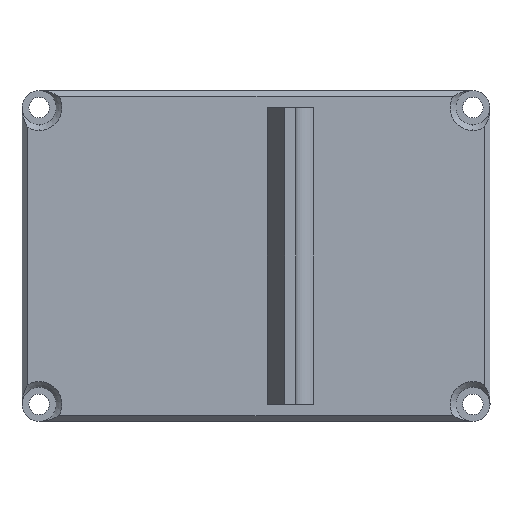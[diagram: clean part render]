
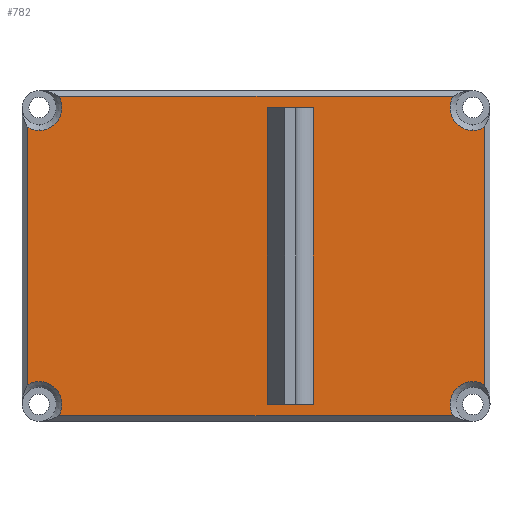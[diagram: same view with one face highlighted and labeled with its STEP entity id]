
A CAD part, front view. The second image highlights one B-rep face of the part: STEP entity #782.
In plain terms, the highlighted planar face has unit normal (0, -1, 0).
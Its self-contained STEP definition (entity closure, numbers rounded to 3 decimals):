
#17 = VECTOR ( 'NONE', #507, 1000. ) ;
#21 = CARTESIAN_POINT ( 'NONE',  ( 40., 0., 0. ) ) ;
#40 = DIRECTION ( 'NONE',  ( -1., 0., 0. ) ) ;
#42 = DIRECTION ( 'NONE',  ( 0., 0., 1. ) ) ;
#74 = PLANE ( 'NONE',  #1243 ) ;
#78 = CARTESIAN_POINT ( 'NONE',  ( 10., 0., -26. ) ) ;
#83 = DIRECTION ( 'NONE',  ( 0., 0., 1. ) ) ;
#90 = FACE_BOUND ( 'NONE', #925, .T. ) ;
#108 = CIRCLE ( 'NONE', #1061, 4. ) ;
#110 = EDGE_CURVE ( 'NONE', #625, #1436, #1190, .T. ) ;
#132 = VERTEX_POINT ( 'NONE', #1116 ) ;
#145 = DIRECTION ( 'NONE',  ( 0., 1., 0. ) ) ;
#149 = DIRECTION ( 'NONE',  ( 0., 0., 1. ) ) ;
#152 = ORIENTED_EDGE ( 'NONE', *, *, #238, .T. ) ;
#162 = VERTEX_POINT ( 'NONE', #793 ) ;
#163 = DIRECTION ( 'NONE',  ( 0., 0., 1. ) ) ;
#186 = DIRECTION ( 'NONE',  ( 0., 0., 1. ) ) ;
#206 = CARTESIAN_POINT ( 'NONE',  ( 38., 0., -26. ) ) ;
#208 = VERTEX_POINT ( 'NONE', #1132 ) ;
#232 = CARTESIAN_POINT ( 'NONE',  ( 34.536, 0., -28. ) ) ;
#235 = ORIENTED_EDGE ( 'NONE', *, *, #480, .T. ) ;
#238 = EDGE_CURVE ( 'NONE', #451, #625, #351, .T. ) ;
#251 = AXIS2_PLACEMENT_3D ( 'NONE', #522, #635, #186 ) ;
#294 = CARTESIAN_POINT ( 'NONE',  ( 40., 0., -22.536 ) ) ;
#296 = VERTEX_POINT ( 'NONE', #370 ) ;
#313 = CARTESIAN_POINT ( 'NONE',  ( 5., 0., -26. ) ) ;
#335 = LINE ( 'NONE', #78, #1155 ) ;
#336 = VERTEX_POINT ( 'NONE', #693 ) ;
#349 = FACE_OUTER_BOUND ( 'NONE', #385, .T. ) ;
#351 = LINE ( 'NONE', #21, #894 ) ;
#367 = DIRECTION ( 'NONE',  ( 0., 1., 0. ) ) ;
#370 = CARTESIAN_POINT ( 'NONE',  ( 10., 0., 26. ) ) ;
#371 = EDGE_CURVE ( 'NONE', #377, #132, #627, .T. ) ;
#377 = VERTEX_POINT ( 'NONE', #848 ) ;
#384 = VECTOR ( 'NONE', #163, 1000. ) ;
#385 = EDGE_LOOP ( 'NONE', ( #1397, #468, #1149, #1112, #799, #1064, #235, #1337, #152, #686, #447 ) ) ;
#400 = CARTESIAN_POINT ( 'NONE',  ( 38., 0., -26. ) ) ;
#405 = DIRECTION ( 'NONE',  ( 0., 1., 0. ) ) ;
#428 = CARTESIAN_POINT ( 'NONE',  ( 38., 0., -22. ) ) ;
#433 = LINE ( 'NONE', #758, #823 ) ;
#447 = ORIENTED_EDGE ( 'NONE', *, *, #781, .T. ) ;
#451 = VERTEX_POINT ( 'NONE', #294 ) ;
#453 = VECTOR ( 'NONE', #888, 1000. ) ;
#468 = ORIENTED_EDGE ( 'NONE', *, *, #1157, .T. ) ;
#480 = EDGE_CURVE ( 'NONE', #1057, #1350, #1272, .T. ) ;
#507 = DIRECTION ( 'NONE',  ( -1., 0., 0. ) ) ;
#508 = EDGE_CURVE ( 'NONE', #1179, #603, #1106, .T. ) ;
#515 = DIRECTION ( 'NONE',  ( 0., 0., 1. ) ) ;
#517 = DIRECTION ( 'NONE',  ( 0., 0., 1. ) ) ;
#522 = CARTESIAN_POINT ( 'NONE',  ( 38., 0., 26. ) ) ;
#536 = LINE ( 'NONE', #1006, #453 ) ;
#540 = LINE ( 'NONE', #1267, #1232 ) ;
#549 = DIRECTION ( 'NONE',  ( 1., 0., 0. ) ) ;
#573 = CIRCLE ( 'NONE', #251, 4. ) ;
#582 = EDGE_CURVE ( 'NONE', #296, #162, #335, .T. ) ;
#603 = VERTEX_POINT ( 'NONE', #1450 ) ;
#606 = CARTESIAN_POINT ( 'NONE',  ( 2., 0., 26. ) ) ;
#623 = VERTEX_POINT ( 'NONE', #655 ) ;
#624 = LINE ( 'NONE', #313, #644 ) ;
#625 = VERTEX_POINT ( 'NONE', #1220 ) ;
#627 = LINE ( 'NONE', #1307, #17 ) ;
#634 = DIRECTION ( 'NONE',  ( 1., 0., 0. ) ) ;
#635 = DIRECTION ( 'NONE',  ( 0., 1., 0. ) ) ;
#644 = VECTOR ( 'NONE', #549, 1000. ) ;
#652 = EDGE_CURVE ( 'NONE', #623, #999, #108, .T. ) ;
#654 = EDGE_CURVE ( 'NONE', #296, #208, #540, .T. ) ;
#655 = CARTESIAN_POINT ( 'NONE',  ( -38., 0., 22. ) ) ;
#673 = DIRECTION ( 'NONE',  ( 0., 1., 0. ) ) ;
#686 = ORIENTED_EDGE ( 'NONE', *, *, #110, .T. ) ;
#692 = AXIS2_PLACEMENT_3D ( 'NONE', #1376, #1291, #1159 ) ;
#693 = CARTESIAN_POINT ( 'NONE',  ( 2., 0., -26. ) ) ;
#707 = CARTESIAN_POINT ( 'NONE',  ( -38., 0., 26. ) ) ;
#742 = CARTESIAN_POINT ( 'NONE',  ( -38., 0., -26. ) ) ;
#746 = EDGE_CURVE ( 'NONE', #336, #208, #950, .T. ) ;
#758 = CARTESIAN_POINT ( 'NONE',  ( 0., 0., -28. ) ) ;
#781 = EDGE_CURVE ( 'NONE', #1436, #377, #573, .T. ) ;
#782 = ADVANCED_FACE ( 'NONE', ( #349, #90 ), #74, .F. ) ;
#793 = CARTESIAN_POINT ( 'NONE',  ( 10., 0., -26. ) ) ;
#799 = ORIENTED_EDGE ( 'NONE', *, *, #508, .T. ) ;
#811 = DIRECTION ( 'NONE',  ( 0., 0., 1. ) ) ;
#823 = VECTOR ( 'NONE', #634, 1000. ) ;
#848 = CARTESIAN_POINT ( 'NONE',  ( 34.536, 0., 28. ) ) ;
#864 = DIRECTION ( 'NONE',  ( 0., 1., 0. ) ) ;
#886 = AXIS2_PLACEMENT_3D ( 'NONE', #206, #1073, #1306 ) ;
#888 = DIRECTION ( 'NONE',  ( 0., 0., -1. ) ) ;
#894 = VECTOR ( 'NONE', #811, 1000. ) ;
#924 = CARTESIAN_POINT ( 'NONE',  ( -40., 0., -22.536 ) ) ;
#925 = EDGE_LOOP ( 'NONE', ( #1100, #1151, #1455, #1072 ) ) ;
#950 = LINE ( 'NONE', #606, #384 ) ;
#964 = CIRCLE ( 'NONE', #1292, 4. ) ;
#982 = CIRCLE ( 'NONE', #1208, 4. ) ;
#999 = VERTEX_POINT ( 'NONE', #1113 ) ;
#1003 = EDGE_CURVE ( 'NONE', #999, #1179, #536, .T. ) ;
#1006 = CARTESIAN_POINT ( 'NONE',  ( -40., 0., 0. ) ) ;
#1057 = VERTEX_POINT ( 'NONE', #232 ) ;
#1061 = AXIS2_PLACEMENT_3D ( 'NONE', #1143, #145, #149 ) ;
#1064 = ORIENTED_EDGE ( 'NONE', *, *, #1230, .T. ) ;
#1072 = ORIENTED_EDGE ( 'NONE', *, *, #746, .T. ) ;
#1073 = DIRECTION ( 'NONE',  ( 0., 1., 0. ) ) ;
#1088 = DIRECTION ( 'NONE',  ( 0., 0., -1. ) ) ;
#1100 = ORIENTED_EDGE ( 'NONE', *, *, #654, .F. ) ;
#1106 = CIRCLE ( 'NONE', #1325, 4. ) ;
#1112 = ORIENTED_EDGE ( 'NONE', *, *, #1003, .T. ) ;
#1113 = CARTESIAN_POINT ( 'NONE',  ( -40., 0., 22.536 ) ) ;
#1116 = CARTESIAN_POINT ( 'NONE',  ( -34.536, 0., 28. ) ) ;
#1132 = CARTESIAN_POINT ( 'NONE',  ( 2., 0., 26. ) ) ;
#1143 = CARTESIAN_POINT ( 'NONE',  ( -38., 0., 26. ) ) ;
#1149 = ORIENTED_EDGE ( 'NONE', *, *, #652, .T. ) ;
#1151 = ORIENTED_EDGE ( 'NONE', *, *, #582, .T. ) ;
#1155 = VECTOR ( 'NONE', #1088, 1000. ) ;
#1157 = EDGE_CURVE ( 'NONE', #132, #623, #982, .T. ) ;
#1159 = DIRECTION ( 'NONE',  ( 0., 0., 1. ) ) ;
#1179 = VERTEX_POINT ( 'NONE', #924 ) ;
#1190 = CIRCLE ( 'NONE', #692, 4. ) ;
#1208 = AXIS2_PLACEMENT_3D ( 'NONE', #707, #367, #42 ) ;
#1220 = CARTESIAN_POINT ( 'NONE',  ( 40., 0., 22.536 ) ) ;
#1230 = EDGE_CURVE ( 'NONE', #603, #1057, #433, .T. ) ;
#1232 = VECTOR ( 'NONE', #40, 1000. ) ;
#1243 = AXIS2_PLACEMENT_3D ( 'NONE', #1426, #405, #515 ) ;
#1267 = CARTESIAN_POINT ( 'NONE',  ( 5., 0., 26. ) ) ;
#1268 = EDGE_CURVE ( 'NONE', #1350, #451, #964, .T. ) ;
#1272 = CIRCLE ( 'NONE', #886, 4. ) ;
#1275 = CARTESIAN_POINT ( 'NONE',  ( 38., 0., 22. ) ) ;
#1291 = DIRECTION ( 'NONE',  ( 0., 1., 0. ) ) ;
#1292 = AXIS2_PLACEMENT_3D ( 'NONE', #400, #673, #83 ) ;
#1305 = EDGE_CURVE ( 'NONE', #336, #162, #624, .T. ) ;
#1306 = DIRECTION ( 'NONE',  ( 0., 0., 1. ) ) ;
#1307 = CARTESIAN_POINT ( 'NONE',  ( 0., 0., 28. ) ) ;
#1325 = AXIS2_PLACEMENT_3D ( 'NONE', #742, #864, #517 ) ;
#1337 = ORIENTED_EDGE ( 'NONE', *, *, #1268, .T. ) ;
#1350 = VERTEX_POINT ( 'NONE', #428 ) ;
#1376 = CARTESIAN_POINT ( 'NONE',  ( 38., 0., 26. ) ) ;
#1397 = ORIENTED_EDGE ( 'NONE', *, *, #371, .T. ) ;
#1426 = CARTESIAN_POINT ( 'NONE',  ( 0., 0., 0. ) ) ;
#1436 = VERTEX_POINT ( 'NONE', #1275 ) ;
#1450 = CARTESIAN_POINT ( 'NONE',  ( -34.536, 0., -28. ) ) ;
#1455 = ORIENTED_EDGE ( 'NONE', *, *, #1305, .F. ) ;
